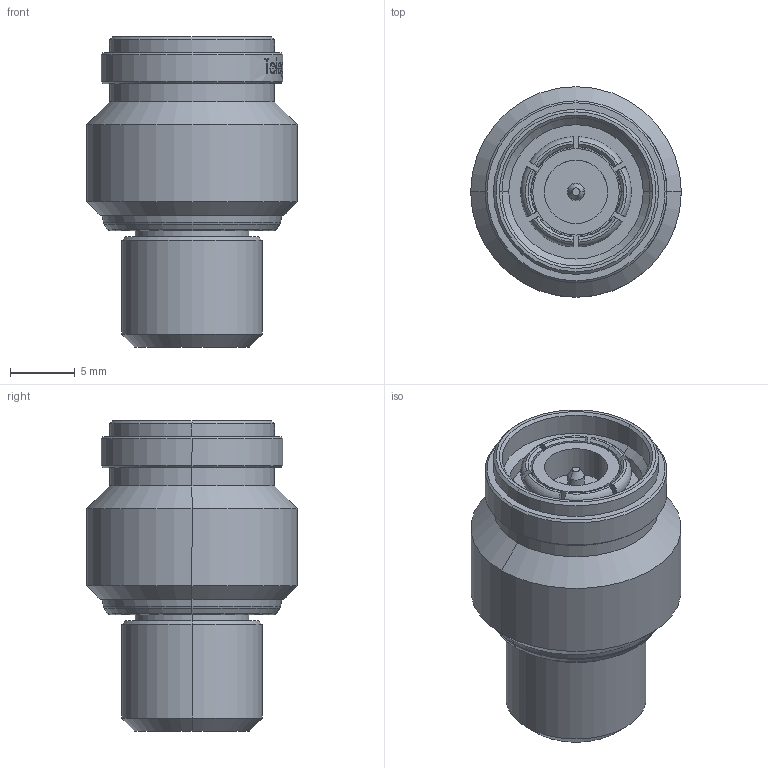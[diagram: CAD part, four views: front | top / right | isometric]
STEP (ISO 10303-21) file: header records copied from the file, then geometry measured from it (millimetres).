
FILE_DESCRIPTION (( 'STEP AP214' ), '1' );
FILE_NAME ('J01016A0002.STEP', '2019-07-08T06:17:06', ( '' ), ( '' ), 'SwSTEP 2.0', 'SolidWorks 2018', '' );
FILE_SCHEMA (( 'AUTOMOTIVE_DESIGN' ));
Length unit declared in the file: millimetre
Products named in the file (1): J01016A0002
Bounding box: 16.2 x 16.2 x 23.85 mm (x, y, z)
Volume: 3086.3 mm3; surface area: 1722.3 mm2
Topology: 1 solids, 1 shells, 271 faces, 679 edges, 441 vertices
Faces by surface type: plane 87, bspline 83, cylinder 56, cone 37, torus 8
Entity records: 16581 total; most frequent: CARTESIAN_POINT 7838, ORIENTED_EDGE 1358, DIRECTION 909, EDGE_CURVE 679, VERTEX_POINT 441, AXIS2_PLACEMENT_3D 350, EDGE_LOOP 302, B_SPLINE_CURVE_WITH_KNOTS 295
